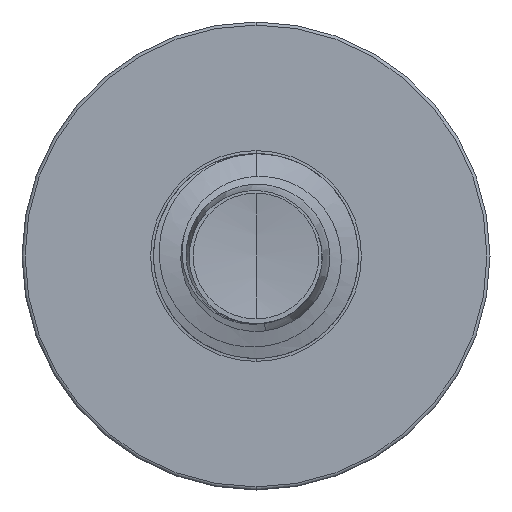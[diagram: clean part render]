
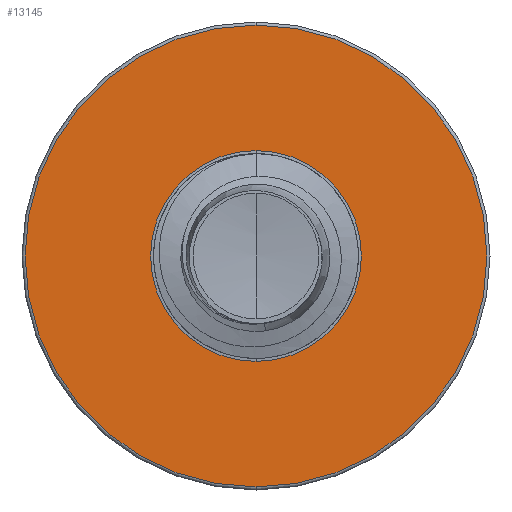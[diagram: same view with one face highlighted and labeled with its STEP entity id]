
A CAD part, front view. The second image highlights one B-rep face of the part: STEP entity #13145.
In plain terms, the highlighted planar face has unit normal (0, -1, 0).
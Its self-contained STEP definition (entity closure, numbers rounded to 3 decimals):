
#28 = DIRECTION ( 'NONE',  ( 0., 1., 0. ) ) ;
#320 = DIRECTION ( 'NONE',  ( 0., 1., 0. ) ) ;
#1118 = FACE_BOUND ( 'NONE', #4566, .T. ) ;
#2331 = DIRECTION ( 'NONE',  ( 0., 0., 1. ) ) ;
#2668 = AXIS2_PLACEMENT_3D ( 'NONE', #10251, #10775, #9680 ) ;
#2734 = EDGE_CURVE ( 'NONE', #10905, #10423, #7758, .T. ) ;
#3509 = DIRECTION ( 'NONE',  ( 0., 1., 0. ) ) ;
#4566 = EDGE_LOOP ( 'NONE', ( #6209, #12677 ) ) ;
#4660 = CIRCLE ( 'NONE', #12840, 1.579 ) ;
#4739 = DIRECTION ( 'NONE',  ( 0., 1., 0. ) ) ;
#4844 = CIRCLE ( 'NONE', #10892, 0.721 ) ;
#5015 = EDGE_CURVE ( 'NONE', #5929, #9229, #12047, .T. ) ;
#5724 = CARTESIAN_POINT ( 'NONE',  ( 0., 2.5, 1.579 ) ) ;
#5929 = VERTEX_POINT ( 'NONE', #11509 ) ;
#6209 = ORIENTED_EDGE ( 'NONE', *, *, #9900, .T. ) ;
#6918 = CARTESIAN_POINT ( 'NONE',  ( 0., 2.5, 0. ) ) ;
#7106 = EDGE_LOOP ( 'NONE', ( #10061, #12127 ) ) ;
#7148 = CARTESIAN_POINT ( 'NONE',  ( 0., 2.5, 0. ) ) ;
#7758 = CIRCLE ( 'NONE', #2668, 1.579 ) ;
#7850 = DIRECTION ( 'NONE',  ( 0., 0., 1. ) ) ;
#8117 = DIRECTION ( 'NONE',  ( 0., 0., 1. ) ) ;
#8270 = CARTESIAN_POINT ( 'NONE',  ( 0., 2.5, -1.579 ) ) ;
#8604 = FACE_OUTER_BOUND ( 'NONE', #7106, .T. ) ;
#8838 = PLANE ( 'NONE',  #10029 ) ;
#9229 = VERTEX_POINT ( 'NONE', #12755 ) ;
#9680 = DIRECTION ( 'NONE',  ( 0., 0., 1. ) ) ;
#9900 = EDGE_CURVE ( 'NONE', #9229, #5929, #4844, .T. ) ;
#9919 = EDGE_CURVE ( 'NONE', #10423, #10905, #4660, .T. ) ;
#10029 = AXIS2_PLACEMENT_3D ( 'NONE', #13555, #3509, #2331 ) ;
#10061 = ORIENTED_EDGE ( 'NONE', *, *, #2734, .F. ) ;
#10230 = AXIS2_PLACEMENT_3D ( 'NONE', #7148, #320, #8117 ) ;
#10251 = CARTESIAN_POINT ( 'NONE',  ( 0., 2.5, 0. ) ) ;
#10423 = VERTEX_POINT ( 'NONE', #8270 ) ;
#10671 = CARTESIAN_POINT ( 'NONE',  ( 0., 2.5, 0. ) ) ;
#10775 = DIRECTION ( 'NONE',  ( 0., 1., 0. ) ) ;
#10892 = AXIS2_PLACEMENT_3D ( 'NONE', #10671, #4739, #11618 ) ;
#10905 = VERTEX_POINT ( 'NONE', #5724 ) ;
#11509 = CARTESIAN_POINT ( 'NONE',  ( 0., 2.5, -0.721 ) ) ;
#11618 = DIRECTION ( 'NONE',  ( 0., 0., 1. ) ) ;
#12047 = CIRCLE ( 'NONE', #10230, 0.721 ) ;
#12127 = ORIENTED_EDGE ( 'NONE', *, *, #9919, .F. ) ;
#12677 = ORIENTED_EDGE ( 'NONE', *, *, #5015, .T. ) ;
#12755 = CARTESIAN_POINT ( 'NONE',  ( 0., 2.5, 0.721 ) ) ;
#12840 = AXIS2_PLACEMENT_3D ( 'NONE', #6918, #28, #7850 ) ;
#13145 = ADVANCED_FACE ( 'NONE', ( #8604, #1118 ), #8838, .F. ) ;
#13555 = CARTESIAN_POINT ( 'NONE',  ( 0., 2.5, -0.721 ) ) ;
